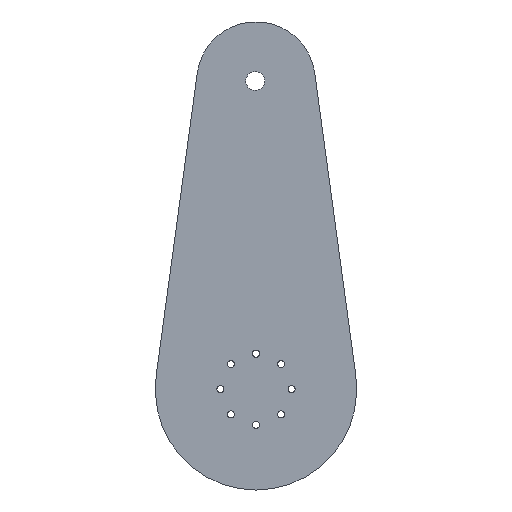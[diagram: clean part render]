
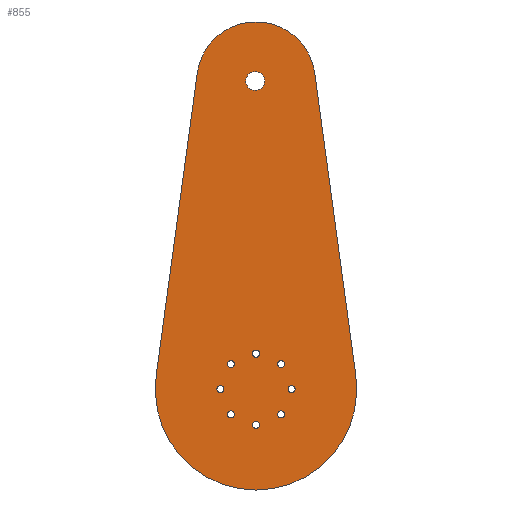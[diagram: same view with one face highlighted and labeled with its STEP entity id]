
A CAD part, front view. The second image highlights one B-rep face of the part: STEP entity #855.
In plain terms, the highlighted planar face has unit normal (0, -1, 0).
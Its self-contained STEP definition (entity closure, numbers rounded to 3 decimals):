
#47=FACE_BOUND('',#261,.T.);
#48=FACE_BOUND('',#262,.T.);
#49=FACE_BOUND('',#263,.T.);
#50=FACE_BOUND('',#264,.T.);
#51=FACE_BOUND('',#265,.T.);
#52=FACE_BOUND('',#266,.T.);
#53=FACE_BOUND('',#267,.T.);
#54=FACE_BOUND('',#268,.T.);
#55=FACE_BOUND('',#269,.T.);
#57=CIRCLE('',#899,25.);
#61=CIRCLE('',#905,42.5);
#103=CIRCLE('',#963,1.5);
#104=CIRCLE('',#965,1.5);
#105=CIRCLE('',#967,1.5);
#106=CIRCLE('',#969,1.5);
#107=CIRCLE('',#971,1.5);
#108=CIRCLE('',#973,1.5);
#109=CIRCLE('',#975,1.5);
#110=CIRCLE('',#977,1.5);
#111=CIRCLE('',#979,4.);
#181=FACE_OUTER_BOUND('',#260,.T.);
#260=EDGE_LOOP('',(#739,#740,#741,#742));
#261=EDGE_LOOP('',(#743));
#262=EDGE_LOOP('',(#744));
#263=EDGE_LOOP('',(#745));
#264=EDGE_LOOP('',(#746));
#265=EDGE_LOOP('',(#747));
#266=EDGE_LOOP('',(#748));
#267=EDGE_LOOP('',(#749));
#268=EDGE_LOOP('',(#750));
#269=EDGE_LOOP('',(#751));
#292=LINE('',#1297,#342);
#302=LINE('',#1328,#352);
#342=VECTOR('',#1015,10.);
#352=VECTOR('',#1047,10.);
#392=VERTEX_POINT('',#1294);
#393=VERTEX_POINT('',#1296);
#399=VERTEX_POINT('',#1311);
#403=VERTEX_POINT('',#1323);
#449=VERTEX_POINT('',#1446);
#450=VERTEX_POINT('',#1450);
#451=VERTEX_POINT('',#1454);
#452=VERTEX_POINT('',#1458);
#453=VERTEX_POINT('',#1462);
#454=VERTEX_POINT('',#1466);
#455=VERTEX_POINT('',#1470);
#456=VERTEX_POINT('',#1474);
#457=VERTEX_POINT('',#1478);
#468=EDGE_CURVE('',#393,#392,#292,.T.);
#476=EDGE_CURVE('',#392,#399,#57,.T.);
#481=EDGE_CURVE('',#403,#393,#61,.T.);
#484=EDGE_CURVE('',#399,#403,#302,.T.);
#543=EDGE_CURVE('',#449,#449,#103,.T.);
#545=EDGE_CURVE('',#450,#450,#104,.T.);
#547=EDGE_CURVE('',#451,#451,#105,.T.);
#549=EDGE_CURVE('',#452,#452,#106,.T.);
#551=EDGE_CURVE('',#453,#453,#107,.T.);
#553=EDGE_CURVE('',#454,#454,#108,.T.);
#555=EDGE_CURVE('',#455,#455,#109,.T.);
#557=EDGE_CURVE('',#456,#456,#110,.T.);
#558=EDGE_CURVE('',#457,#457,#111,.T.);
#739=ORIENTED_EDGE('',*,*,#484,.T.);
#740=ORIENTED_EDGE('',*,*,#481,.T.);
#741=ORIENTED_EDGE('',*,*,#468,.T.);
#742=ORIENTED_EDGE('',*,*,#476,.T.);
#743=ORIENTED_EDGE('',*,*,#543,.T.);
#744=ORIENTED_EDGE('',*,*,#545,.T.);
#745=ORIENTED_EDGE('',*,*,#547,.T.);
#746=ORIENTED_EDGE('',*,*,#549,.T.);
#747=ORIENTED_EDGE('',*,*,#551,.T.);
#748=ORIENTED_EDGE('',*,*,#553,.T.);
#749=ORIENTED_EDGE('',*,*,#555,.T.);
#750=ORIENTED_EDGE('',*,*,#557,.T.);
#751=ORIENTED_EDGE('',*,*,#558,.T.);
#815=PLANE('',#980);
#855=ADVANCED_FACE('',(#181,#47,#48,#49,#50,#51,#52,#53,#54,#55),#815,.F.);
#899=AXIS2_PLACEMENT_3D('',#1313,#1028,#1029);
#905=AXIS2_PLACEMENT_3D('',#1324,#1041,#1042);
#963=AXIS2_PLACEMENT_3D('',#1448,#1177,#1178);
#965=AXIS2_PLACEMENT_3D('',#1452,#1182,#1183);
#967=AXIS2_PLACEMENT_3D('',#1456,#1187,#1188);
#969=AXIS2_PLACEMENT_3D('',#1460,#1192,#1193);
#971=AXIS2_PLACEMENT_3D('',#1464,#1197,#1198);
#973=AXIS2_PLACEMENT_3D('',#1468,#1202,#1203);
#975=AXIS2_PLACEMENT_3D('',#1472,#1207,#1208);
#977=AXIS2_PLACEMENT_3D('',#1476,#1212,#1213);
#979=AXIS2_PLACEMENT_3D('',#1479,#1216,#1217);
#980=AXIS2_PLACEMENT_3D('',#1481,#1219,#1220);
#1015=DIRECTION('',(-0.135,0.,0.991));
#1028=DIRECTION('center_axis',(0.,-1.,0.));
#1029=DIRECTION('ref_axis',(-1.,0.,0.));
#1041=DIRECTION('center_axis',(0.,-1.,0.));
#1042=DIRECTION('ref_axis',(-1.,0.,0.));
#1047=DIRECTION('',(-0.135,0.,-0.991));
#1177=DIRECTION('center_axis',(0.,1.,0.));
#1178=DIRECTION('ref_axis',(1.,0.,0.));
#1182=DIRECTION('center_axis',(0.,1.,0.));
#1183=DIRECTION('ref_axis',(1.,0.,0.));
#1187=DIRECTION('center_axis',(0.,1.,0.));
#1188=DIRECTION('ref_axis',(1.,0.,0.));
#1192=DIRECTION('center_axis',(0.,1.,0.));
#1193=DIRECTION('ref_axis',(1.,0.,0.));
#1197=DIRECTION('center_axis',(0.,1.,0.));
#1198=DIRECTION('ref_axis',(1.,0.,0.));
#1202=DIRECTION('center_axis',(0.,1.,0.));
#1203=DIRECTION('ref_axis',(1.,0.,0.));
#1207=DIRECTION('center_axis',(0.,1.,0.));
#1208=DIRECTION('ref_axis',(1.,0.,0.));
#1212=DIRECTION('center_axis',(0.,1.,0.));
#1213=DIRECTION('ref_axis',(1.,0.,0.));
#1216=DIRECTION('center_axis',(0.,1.,0.));
#1217=DIRECTION('ref_axis',(-1.,0.,0.));
#1219=DIRECTION('center_axis',(0.,1.,0.));
#1220=DIRECTION('ref_axis',(-1.,0.,0.));
#1294=CARTESIAN_POINT('',(98.348,-116.394,132.702));
#1296=CARTESIAN_POINT('',(115.607,-116.394,5.725));
#1297=CARTESIAN_POINT('',(103.227,-116.394,96.804));
#1311=CARTESIAN_POINT('',(48.641,-116.394,132.702));
#1313=CARTESIAN_POINT('Origin',(73.494,-116.394,130.));
#1323=CARTESIAN_POINT('',(31.382,-116.394,5.725));
#1324=CARTESIAN_POINT('Origin',(73.494,-116.394,0.));
#1328=CARTESIAN_POINT('',(35.132,-116.394,33.315));
#1446=CARTESIAN_POINT('',(82.609,-116.394,10.599));
#1448=CARTESIAN_POINT('Origin',(84.109,-116.394,10.599));
#1450=CARTESIAN_POINT('',(61.379,-116.394,-10.597));
#1452=CARTESIAN_POINT('Origin',(62.879,-116.394,-10.597));
#1454=CARTESIAN_POINT('',(61.379,-116.394,10.599));
#1456=CARTESIAN_POINT('Origin',(62.879,-116.394,10.599));
#1458=CARTESIAN_POINT('',(82.609,-116.394,-10.597));
#1460=CARTESIAN_POINT('Origin',(84.109,-116.394,-10.597));
#1462=CARTESIAN_POINT('',(71.994,-116.394,15.001));
#1464=CARTESIAN_POINT('Origin',(73.494,-116.394,15.001));
#1466=CARTESIAN_POINT('',(86.994,-116.394,0.001));
#1468=CARTESIAN_POINT('Origin',(88.494,-116.394,0.001));
#1470=CARTESIAN_POINT('',(56.994,-116.394,0.001));
#1472=CARTESIAN_POINT('Origin',(58.494,-116.394,0.001));
#1474=CARTESIAN_POINT('',(71.994,-116.394,-14.999));
#1476=CARTESIAN_POINT('Origin',(73.494,-116.394,-14.999));
#1478=CARTESIAN_POINT('',(77.175,-116.394,130.));
#1479=CARTESIAN_POINT('Origin',(73.175,-116.394,130.));
#1481=CARTESIAN_POINT('Origin',(73.494,-116.394,56.2));
